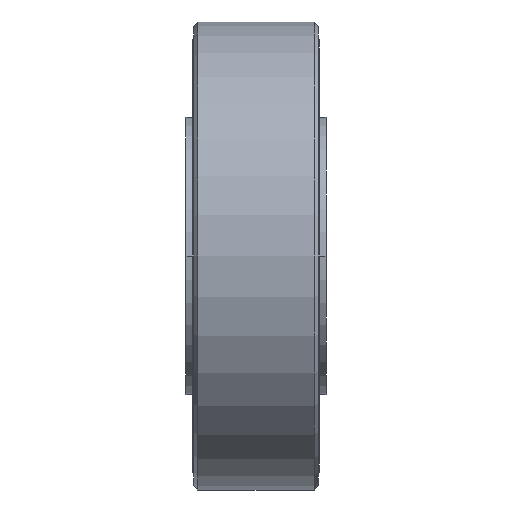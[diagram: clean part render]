
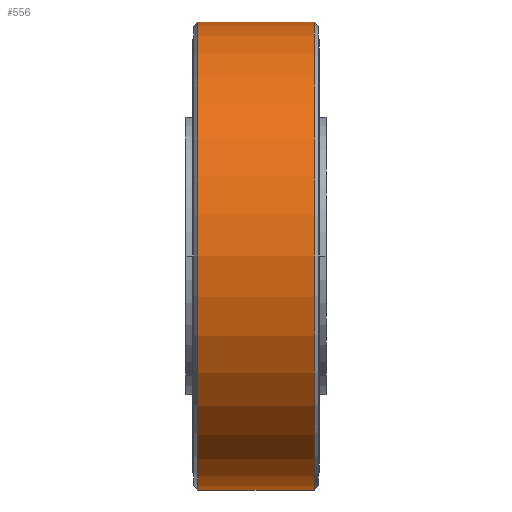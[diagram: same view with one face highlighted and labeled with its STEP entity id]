
A CAD part, front view. The second image highlights one B-rep face of the part: STEP entity #556.
In plain terms, the highlighted cylindrical face has radius 135 mm (diameter 270 mm), a partial arc.
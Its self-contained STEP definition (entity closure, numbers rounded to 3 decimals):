
#490=CARTESIAN_POINT('',(-33.5,-135.0,0.0));
#491=VERTEX_POINT('',#490);
#507=CARTESIAN_POINT('',(-33.5,135.0,0.));
#508=VERTEX_POINT('',#507);
#515=CARTESIAN_POINT('',(-33.5,0.0,0.0));
#516=DIRECTION('',(-1.0,0.0,0.0));
#517=DIRECTION('',(0.0,-1.0,0.0));
#518=AXIS2_PLACEMENT_3D('',#515,#516,#517);
#519=CIRCLE('',#518,135.0);
#520=EDGE_CURVE('',#508,#491,#519,.T.);
#525=CARTESIAN_POINT('',(0.0,0.0,0.0));
#526=DIRECTION('',(-1.0,0.0,0.0));
#527=DIRECTION('',(0.0,-1.0,0.0));
#528=AXIS2_PLACEMENT_3D('',#525,#526,#527);
#529=CYLINDRICAL_SURFACE('',#528,135.0);
#530=CARTESIAN_POINT('',(33.5,-135.0,0.0));
#531=VERTEX_POINT('',#530);
#532=CARTESIAN_POINT('',(-33.5,-135.0,0.0));
#533=DIRECTION('',(1.0,0.0,0.0));
#534=VECTOR('',#533,67.0);
#535=LINE('',#532,#534);
#536=EDGE_CURVE('',#491,#531,#535,.T.);
#537=ORIENTED_EDGE('',*,*,#536,.F.);
#538=ORIENTED_EDGE('',*,*,#520,.F.);
#539=CARTESIAN_POINT('',(33.5,135.0,0.));
#540=VERTEX_POINT('',#539);
#541=CARTESIAN_POINT('',(-33.5,135.0,0.));
#542=DIRECTION('',(1.0,0.0,0.0));
#543=VECTOR('',#542,67.0);
#544=LINE('',#541,#543);
#545=EDGE_CURVE('',#508,#540,#544,.T.);
#546=ORIENTED_EDGE('',*,*,#545,.T.);
#547=CARTESIAN_POINT('',(33.5,0.0,0.0));
#548=DIRECTION('',(-1.0,0.0,0.0));
#549=DIRECTION('',(0.0,-1.0,0.0));
#550=AXIS2_PLACEMENT_3D('',#547,#548,#549);
#551=CIRCLE('',#550,135.0);
#552=EDGE_CURVE('',#540,#531,#551,.T.);
#553=ORIENTED_EDGE('',*,*,#552,.T.);
#554=EDGE_LOOP('',(#537,#538,#546,#553));
#555=FACE_OUTER_BOUND('',#554,.T.);
#556=ADVANCED_FACE('',(#555),#529,.T.);
